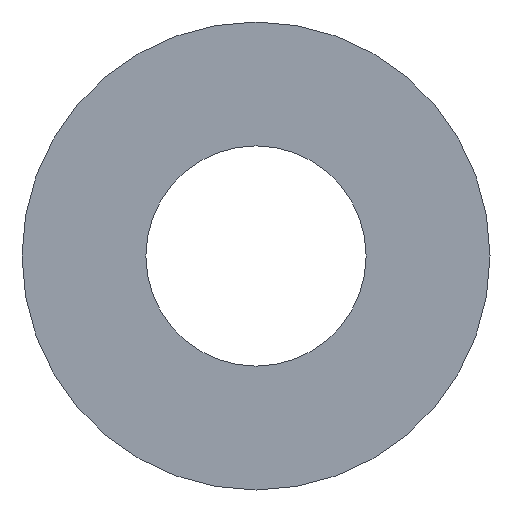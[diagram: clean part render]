
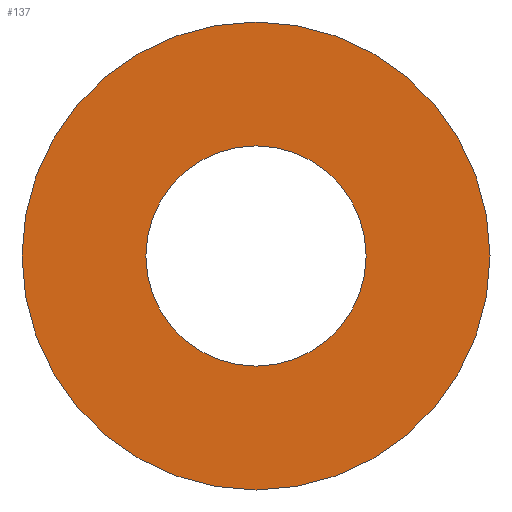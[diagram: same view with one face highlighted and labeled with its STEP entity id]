
A CAD part, front view. The second image highlights one B-rep face of the part: STEP entity #137.
In plain terms, the highlighted planar face has unit normal (0, -1, 0).
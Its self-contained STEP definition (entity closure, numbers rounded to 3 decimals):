
#1 = DIRECTION ( 'NONE',  ( 0., 1., 0. ) ) ;
#4 = FACE_BOUND ( 'NONE', #32, .T. ) ;
#9 = AXIS2_PLACEMENT_3D ( 'NONE', #64, #1, #99 ) ;
#10 = AXIS2_PLACEMENT_3D ( 'NONE', #141, #135, #178 ) ;
#13 = ORIENTED_EDGE ( 'NONE', *, *, #77, .F. ) ;
#17 = PLANE ( 'NONE',  #199 ) ;
#20 = EDGE_CURVE ( 'NONE', #50, #47, #138, .T. ) ;
#32 = EDGE_LOOP ( 'NONE', ( #211, #181 ) ) ;
#47 = VERTEX_POINT ( 'NONE', #73 ) ;
#50 = VERTEX_POINT ( 'NONE', #155 ) ;
#60 = FACE_OUTER_BOUND ( 'NONE', #231, .T. ) ;
#61 = AXIS2_PLACEMENT_3D ( 'NONE', #188, #208, #114 ) ;
#64 = CARTESIAN_POINT ( 'NONE',  ( 0., 0., 0. ) ) ;
#73 = CARTESIAN_POINT ( 'NONE',  ( 0., 0., -8.5 ) ) ;
#77 = EDGE_CURVE ( 'NONE', #47, #50, #203, .T. ) ;
#81 = DIRECTION ( 'NONE',  ( 0., 0., 1. ) ) ;
#88 = CARTESIAN_POINT ( 'NONE',  ( 0., 0., 0. ) ) ;
#92 = CIRCLE ( 'NONE', #10, 4. ) ;
#97 = CARTESIAN_POINT ( 'NONE',  ( 0., 0., 4. ) ) ;
#99 = DIRECTION ( 'NONE',  ( 0., 0., 1. ) ) ;
#114 = DIRECTION ( 'NONE',  ( 0., 0., 1. ) ) ;
#116 = DIRECTION ( 'NONE',  ( 0., 1., 0. ) ) ;
#117 = CIRCLE ( 'NONE', #9, 4. ) ;
#118 = CARTESIAN_POINT ( 'NONE',  ( 0., 0., 0. ) ) ;
#122 = EDGE_CURVE ( 'NONE', #129, #165, #92, .T. ) ;
#129 = VERTEX_POINT ( 'NONE', #157 ) ;
#130 = AXIS2_PLACEMENT_3D ( 'NONE', #88, #190, #169 ) ;
#135 = DIRECTION ( 'NONE',  ( 0., 1., 0. ) ) ;
#137 = ADVANCED_FACE ( 'NONE', ( #60, #4 ), #17, .F. ) ;
#138 = CIRCLE ( 'NONE', #130, 8.5 ) ;
#141 = CARTESIAN_POINT ( 'NONE',  ( 0., 0., 0. ) ) ;
#155 = CARTESIAN_POINT ( 'NONE',  ( 0., 0., 8.5 ) ) ;
#157 = CARTESIAN_POINT ( 'NONE',  ( 0., 0., -4. ) ) ;
#165 = VERTEX_POINT ( 'NONE', #97 ) ;
#169 = DIRECTION ( 'NONE',  ( 0., 0., 1. ) ) ;
#178 = DIRECTION ( 'NONE',  ( 0., 0., 1. ) ) ;
#181 = ORIENTED_EDGE ( 'NONE', *, *, #184, .T. ) ;
#184 = EDGE_CURVE ( 'NONE', #165, #129, #117, .T. ) ;
#188 = CARTESIAN_POINT ( 'NONE',  ( 0., 0., 0. ) ) ;
#190 = DIRECTION ( 'NONE',  ( 0., 1., 0. ) ) ;
#199 = AXIS2_PLACEMENT_3D ( 'NONE', #118, #116, #81 ) ;
#203 = CIRCLE ( 'NONE', #61, 8.5 ) ;
#208 = DIRECTION ( 'NONE',  ( 0., 1., 0. ) ) ;
#211 = ORIENTED_EDGE ( 'NONE', *, *, #122, .T. ) ;
#220 = ORIENTED_EDGE ( 'NONE', *, *, #20, .F. ) ;
#231 = EDGE_LOOP ( 'NONE', ( #13, #220 ) ) ;
